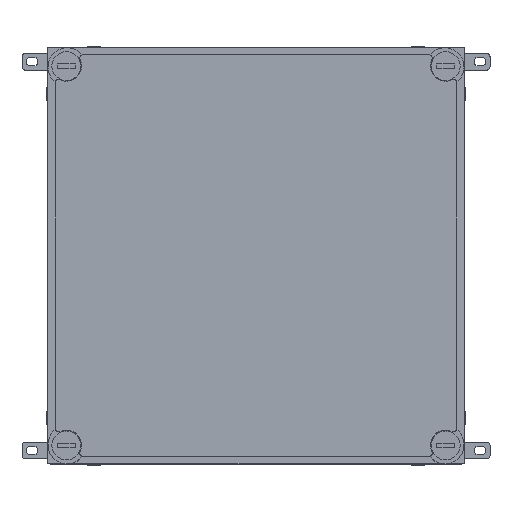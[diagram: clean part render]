
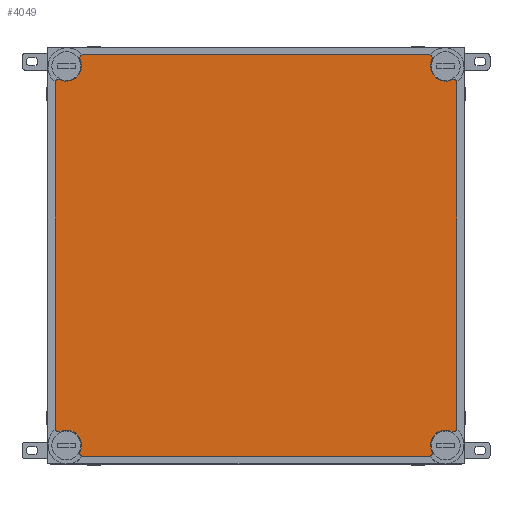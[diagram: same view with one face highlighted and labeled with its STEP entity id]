
A CAD part, top view. The second image highlights one B-rep face of the part: STEP entity #4049.
In plain terms, the highlighted planar face has unit normal (0, 0, 1).
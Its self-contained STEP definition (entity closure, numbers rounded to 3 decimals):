
#4049 = ADVANCED_FACE( '', ( #9093 ), #9094, .T. );
#9093 = FACE_OUTER_BOUND( '', #16347, .T. );
#9094 = PLANE( '', #16348 );
#16347 = EDGE_LOOP( '', ( #29235, #29236, #29237, #29238, #29239, #29240, #29241, #29242, #29243, #29244, #29245, #29246, #29247, #29248, #29249, #29250 ) );
#16348 = AXIS2_PLACEMENT_3D( '', #29251, #29252, #29253 );
#29235 = ORIENTED_EDGE( '', *, *, #40333, .F. );
#29236 = ORIENTED_EDGE( '', *, *, #38164, .T. );
#29237 = ORIENTED_EDGE( '', *, *, #35937, .F. );
#29238 = ORIENTED_EDGE( '', *, *, #36736, .T. );
#29239 = ORIENTED_EDGE( '', *, *, #40219, .F. );
#29240 = ORIENTED_EDGE( '', *, *, #40334, .F. );
#29241 = ORIENTED_EDGE( '', *, *, #36007, .F. );
#29242 = ORIENTED_EDGE( '', *, *, #40155, .T. );
#29243 = ORIENTED_EDGE( '', *, *, #40335, .F. );
#29244 = ORIENTED_EDGE( '', *, *, #39963, .F. );
#29245 = ORIENTED_EDGE( '', *, *, #39757, .F. );
#29246 = ORIENTED_EDGE( '', *, *, #40336, .T. );
#29247 = ORIENTED_EDGE( '', *, *, #37222, .F. );
#29248 = ORIENTED_EDGE( '', *, *, #40337, .T. );
#29249 = ORIENTED_EDGE( '', *, *, #40338, .F. );
#29250 = ORIENTED_EDGE( '', *, *, #40339, .T. );
#29251 = CARTESIAN_POINT( '', ( 0., 0., 155. ) );
#29252 = DIRECTION( '', ( 0., 0., 1. ) );
#29253 = DIRECTION( '', ( 1., 0., 0. ) );
#35937 = EDGE_CURVE( '', #42456, #42457, #42458, .F. );
#36007 = EDGE_CURVE( '', #42576, #42577, #42578, .F. );
#36736 = EDGE_CURVE( '', #42456, #43987, #43989, .F. );
#37222 = EDGE_CURVE( '', #44801, #44802, #44803, .F. );
#38164 = EDGE_CURVE( '', #46267, #42457, #46268, .T. );
#39757 = EDGE_CURVE( '', #48534, #48535, #48536, .F. );
#39963 = EDGE_CURVE( '', #48535, #48804, #48805, .T. );
#40155 = EDGE_CURVE( '', #42576, #49053, #49055, .F. );
#40219 = EDGE_CURVE( '', #49140, #43987, #49141, .F. );
#40333 = EDGE_CURVE( '', #46267, #49286, #49287, .F. );
#40334 = EDGE_CURVE( '', #42577, #49140, #49288, .T. );
#40335 = EDGE_CURVE( '', #48804, #49053, #49289, .F. );
#40336 = EDGE_CURVE( '', #48534, #44802, #49290, .F. );
#40337 = EDGE_CURVE( '', #44801, #49291, #49292, .T. );
#40338 = EDGE_CURVE( '', #49293, #49291, #49294, .F. );
#40339 = EDGE_CURVE( '', #49293, #49286, #49295, .F. );
#42456 = VERTEX_POINT( '', #51839 );
#42457 = VERTEX_POINT( '', #51840 );
#42458 = CIRCLE( '', #51841, 3. );
#42576 = VERTEX_POINT( '', #51992 );
#42577 = VERTEX_POINT( '', #51993 );
#42578 = CIRCLE( '', #51994, 3. );
#43987 = VERTEX_POINT( '', #53760 );
#43989 = CIRCLE( '', #53763, 13.64 );
#44801 = VERTEX_POINT( '', #54846 );
#44802 = VERTEX_POINT( '', #54847 );
#44803 = CIRCLE( '', #54848, 3. );
#46267 = VERTEX_POINT( '', #56832 );
#46268 = LINE( '', #56833, #56834 );
#48534 = VERTEX_POINT( '', #59891 );
#48535 = VERTEX_POINT( '', #59892 );
#48536 = CIRCLE( '', #59893, 3. );
#48804 = VERTEX_POINT( '', #60268 );
#48805 = LINE( '', #60269, #60270 );
#49053 = VERTEX_POINT( '', #60606 );
#49055 = CIRCLE( '', #60609, 13.64 );
#49140 = VERTEX_POINT( '', #60728 );
#49141 = CIRCLE( '', #60729, 3. );
#49286 = VERTEX_POINT( '', #60919 );
#49287 = CIRCLE( '', #60920, 3. );
#49288 = LINE( '', #60921, #60922 );
#49289 = CIRCLE( '', #60923, 3. );
#49290 = CIRCLE( '', #60924, 13.64 );
#49291 = VERTEX_POINT( '', #60925 );
#49292 = LINE( '', #60926, #60927 );
#49293 = VERTEX_POINT( '', #60928 );
#49294 = CIRCLE( '', #60929, 3. );
#49295 = CIRCLE( '', #60930, 13.64 );
#51839 = CARTESIAN_POINT( '', ( 10.68, 28.836, 155. ) );
#51840 = CARTESIAN_POINT( '', ( 6.4, 31.549, 155. ) );
#51841 = AXIS2_PLACEMENT_3D( '', #63517, #63518, #63519 );
#51992 = CARTESIAN_POINT( '', ( 344.164, 10.68, 155. ) );
#51993 = CARTESIAN_POINT( '', ( 341.451, 6.4, 155. ) );
#51994 = AXIS2_PLACEMENT_3D( '', #63610, #63611, #63612 );
#53760 = CARTESIAN_POINT( '', ( 28.836, 10.68, 155. ) );
#53763 = AXIS2_PLACEMENT_3D( '', #65051, #65052, #65053 );
#54846 = CARTESIAN_POINT( '', ( 341.451, 366.6, 155. ) );
#54847 = CARTESIAN_POINT( '', ( 344.164, 362.32, 155. ) );
#54848 = AXIS2_PLACEMENT_3D( '', #65661, #65662, #65663 );
#56832 = CARTESIAN_POINT( '', ( 6.4, 341.451, 155. ) );
#56833 = CARTESIAN_POINT( '', ( 6.4, 373., 155. ) );
#56834 = VECTOR( '', #66760, 1000. );
#59891 = CARTESIAN_POINT( '', ( 362.32, 344.164, 155. ) );
#59892 = CARTESIAN_POINT( '', ( 366.6, 341.451, 155. ) );
#59893 = AXIS2_PLACEMENT_3D( '', #68533, #68534, #68535 );
#60268 = CARTESIAN_POINT( '', ( 366.6, 31.549, 155. ) );
#60269 = CARTESIAN_POINT( '', ( 366.6, 373., 155. ) );
#60270 = VECTOR( '', #68733, 1000. );
#60606 = CARTESIAN_POINT( '', ( 362.32, 28.836, 155. ) );
#60609 = AXIS2_PLACEMENT_3D( '', #68937, #68938, #68939 );
#60728 = CARTESIAN_POINT( '', ( 31.549, 6.4, 155. ) );
#60729 = AXIS2_PLACEMENT_3D( '', #68998, #68999, #69000 );
#60919 = CARTESIAN_POINT( '', ( 10.68, 344.164, 155. ) );
#60920 = AXIS2_PLACEMENT_3D( '', #69124, #69125, #69126 );
#60921 = CARTESIAN_POINT( '', ( 373., 6.4, 155. ) );
#60922 = VECTOR( '', #69127, 1000. );
#60923 = AXIS2_PLACEMENT_3D( '', #69128, #69129, #69130 );
#60924 = AXIS2_PLACEMENT_3D( '', #69131, #69132, #69133 );
#60925 = CARTESIAN_POINT( '', ( 31.549, 366.6, 155. ) );
#60926 = CARTESIAN_POINT( '', ( 373., 366.6, 155. ) );
#60927 = VECTOR( '', #69134, 1000. );
#60928 = CARTESIAN_POINT( '', ( 28.836, 362.32, 155. ) );
#60929 = AXIS2_PLACEMENT_3D( '', #69135, #69136, #69137 );
#60930 = AXIS2_PLACEMENT_3D( '', #69138, #69139, #69140 );
#63517 = CARTESIAN_POINT( '', ( 9.4, 31.549, 155. ) );
#63518 = DIRECTION( '', ( 0., 0., 1. ) );
#63519 = DIRECTION( '', ( 1., 0., 0. ) );
#63610 = CARTESIAN_POINT( '', ( 341.451, 9.4, 155. ) );
#63611 = DIRECTION( '', ( 0., 0., 1. ) );
#63612 = DIRECTION( '', ( 1., 0., 0. ) );
#65051 = CARTESIAN_POINT( '', ( 16.5, 16.5, 155. ) );
#65052 = DIRECTION( '', ( 0., 0., 1. ) );
#65053 = DIRECTION( '', ( 1., 0., 0. ) );
#65661 = CARTESIAN_POINT( '', ( 341.451, 363.6, 155. ) );
#65662 = DIRECTION( '', ( 0., 0., 1. ) );
#65663 = DIRECTION( '', ( 1., 0., 0. ) );
#66760 = DIRECTION( '', ( 0., -1., 0. ) );
#68533 = CARTESIAN_POINT( '', ( 363.6, 341.451, 155. ) );
#68534 = DIRECTION( '', ( 0., 0., 1. ) );
#68535 = DIRECTION( '', ( 1., 0., 0. ) );
#68733 = DIRECTION( '', ( 0., -1., 0. ) );
#68937 = CARTESIAN_POINT( '', ( 356.5, 16.5, 155. ) );
#68938 = DIRECTION( '', ( 0., 0., 1. ) );
#68939 = DIRECTION( '', ( 1., 0., 0. ) );
#68998 = CARTESIAN_POINT( '', ( 31.549, 9.4, 155. ) );
#68999 = DIRECTION( '', ( 0., 0., 1. ) );
#69000 = DIRECTION( '', ( 1., 0., 0. ) );
#69124 = CARTESIAN_POINT( '', ( 9.4, 341.451, 155. ) );
#69125 = DIRECTION( '', ( 0., 0., 1. ) );
#69126 = DIRECTION( '', ( 1., 0., 0. ) );
#69127 = DIRECTION( '', ( -1., 0., 0. ) );
#69128 = CARTESIAN_POINT( '', ( 363.6, 31.549, 155. ) );
#69129 = DIRECTION( '', ( 0., 0., 1. ) );
#69130 = DIRECTION( '', ( 1., 0., 0. ) );
#69131 = CARTESIAN_POINT( '', ( 356.5, 356.5, 155. ) );
#69132 = DIRECTION( '', ( 0., 0., 1. ) );
#69133 = DIRECTION( '', ( 1., 0., 0. ) );
#69134 = DIRECTION( '', ( -1., 0., 0. ) );
#69135 = CARTESIAN_POINT( '', ( 31.549, 363.6, 155. ) );
#69136 = DIRECTION( '', ( 0., 0., 1. ) );
#69137 = DIRECTION( '', ( 1., 0., 0. ) );
#69138 = CARTESIAN_POINT( '', ( 16.5, 356.5, 155. ) );
#69139 = DIRECTION( '', ( 0., 0., 1. ) );
#69140 = DIRECTION( '', ( 1., 0., 0. ) );
